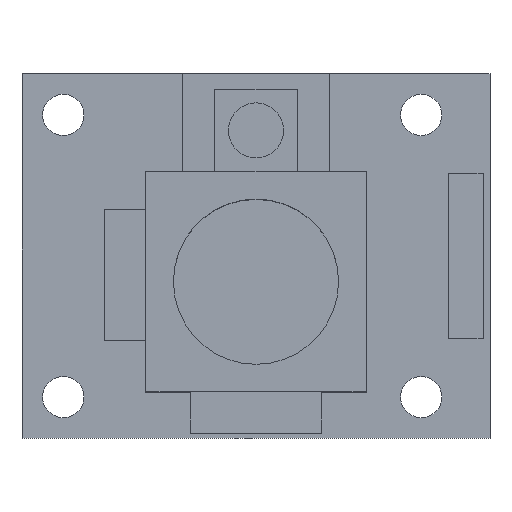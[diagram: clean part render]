
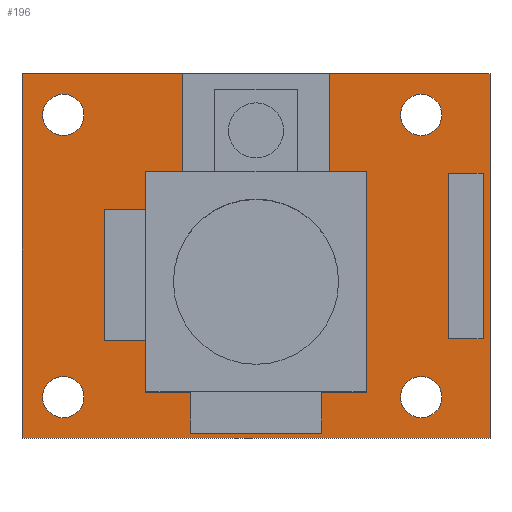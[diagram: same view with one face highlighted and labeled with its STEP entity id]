
A CAD part, top view. The second image highlights one B-rep face of the part: STEP entity #196.
In plain terms, the highlighted planar face has unit normal (0, 0, 1).
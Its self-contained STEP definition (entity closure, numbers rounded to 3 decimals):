
#24 = VERTEX_POINT('',#25);
#25 = CARTESIAN_POINT('',(-17.,-13.25,1.55));
#31 = EDGE_CURVE('',#24,#32,#34,.T.);
#32 = VERTEX_POINT('',#33);
#33 = CARTESIAN_POINT('',(-17.,13.25,1.55));
#34 = LINE('',#35,#36);
#35 = CARTESIAN_POINT('',(-17.,-13.25,1.55));
#36 = VECTOR('',#37,1.);
#37 = DIRECTION('',(0.,1.,0.));
#64 = VERTEX_POINT('',#65);
#65 = CARTESIAN_POINT('',(17.,-13.25,1.55));
#71 = EDGE_CURVE('',#64,#24,#72,.T.);
#72 = LINE('',#73,#74);
#73 = CARTESIAN_POINT('',(17.,-13.25,1.55));
#74 = VECTOR('',#75,1.);
#75 = DIRECTION('',(-1.,0.,0.));
#93 = EDGE_CURVE('',#32,#94,#96,.T.);
#94 = VERTEX_POINT('',#95);
#95 = CARTESIAN_POINT('',(-5.35,13.25,1.55));
#96 = LINE('',#97,#98);
#97 = CARTESIAN_POINT('',(-17.,13.25,1.55));
#98 = VECTOR('',#99,1.);
#99 = DIRECTION('',(1.,0.,0.));
#102 = VERTEX_POINT('',#103);
#103 = CARTESIAN_POINT('',(5.35,13.25,1.55));
#109 = EDGE_CURVE('',#102,#110,#112,.T.);
#110 = VERTEX_POINT('',#111);
#111 = CARTESIAN_POINT('',(17.,13.25,1.55));
#112 = LINE('',#113,#114);
#113 = CARTESIAN_POINT('',(-17.,13.25,1.55));
#114 = VECTOR('',#115,1.);
#115 = DIRECTION('',(1.,0.,0.));
#196 = ADVANCED_FACE('',(#197,#263,#274,#285,#296,#330),#341,.T.);
#197 = FACE_BOUND('',#198,.T.);
#198 = EDGE_LOOP('',(#199,#200,#201,#207,#208,#216,#224,#232,#240,#248,
    #256,#262));
#199 = ORIENTED_EDGE('',*,*,#31,.F.);
#200 = ORIENTED_EDGE('',*,*,#71,.F.);
#201 = ORIENTED_EDGE('',*,*,#202,.F.);
#202 = EDGE_CURVE('',#110,#64,#203,.T.);
#203 = LINE('',#204,#205);
#204 = CARTESIAN_POINT('',(17.,13.25,1.55));
#205 = VECTOR('',#206,1.);
#206 = DIRECTION('',(0.,-1.,0.));
#207 = ORIENTED_EDGE('',*,*,#109,.F.);
#208 = ORIENTED_EDGE('',*,*,#209,.F.);
#209 = EDGE_CURVE('',#210,#102,#212,.T.);
#210 = VERTEX_POINT('',#211);
#211 = CARTESIAN_POINT('',(5.35,6.114,1.55));
#212 = LINE('',#213,#214);
#213 = CARTESIAN_POINT('',(5.35,6.114,1.55));
#214 = VECTOR('',#215,1.);
#215 = DIRECTION('',(0.,1.,0.));
#216 = ORIENTED_EDGE('',*,*,#217,.F.);
#217 = EDGE_CURVE('',#218,#210,#220,.T.);
#218 = VERTEX_POINT('',#219);
#219 = CARTESIAN_POINT('',(8.,6.114,1.55));
#220 = LINE('',#221,#222);
#221 = CARTESIAN_POINT('',(8.,6.114,1.55));
#222 = VECTOR('',#223,1.);
#223 = DIRECTION('',(-1.,0.,0.));
#224 = ORIENTED_EDGE('',*,*,#225,.F.);
#225 = EDGE_CURVE('',#226,#218,#228,.T.);
#226 = VERTEX_POINT('',#227);
#227 = CARTESIAN_POINT('',(8.,-9.886,1.55));
#228 = LINE('',#229,#230);
#229 = CARTESIAN_POINT('',(8.,-9.886,1.55));
#230 = VECTOR('',#231,1.);
#231 = DIRECTION('',(0.,1.,0.));
#232 = ORIENTED_EDGE('',*,*,#233,.F.);
#233 = EDGE_CURVE('',#234,#226,#236,.T.);
#234 = VERTEX_POINT('',#235);
#235 = CARTESIAN_POINT('',(-8.,-9.886,1.55));
#236 = LINE('',#237,#238);
#237 = CARTESIAN_POINT('',(-8.,-9.886,1.55));
#238 = VECTOR('',#239,1.);
#239 = DIRECTION('',(1.,0.,0.));
#240 = ORIENTED_EDGE('',*,*,#241,.F.);
#241 = EDGE_CURVE('',#242,#234,#244,.T.);
#242 = VERTEX_POINT('',#243);
#243 = CARTESIAN_POINT('',(-8.,6.114,1.55));
#244 = LINE('',#245,#246);
#245 = CARTESIAN_POINT('',(-8.,6.114,1.55));
#246 = VECTOR('',#247,1.);
#247 = DIRECTION('',(0.,-1.,0.));
#248 = ORIENTED_EDGE('',*,*,#249,.F.);
#249 = EDGE_CURVE('',#250,#242,#252,.T.);
#250 = VERTEX_POINT('',#251);
#251 = CARTESIAN_POINT('',(-5.35,6.114,1.55));
#252 = LINE('',#253,#254);
#253 = CARTESIAN_POINT('',(8.,6.114,1.55));
#254 = VECTOR('',#255,1.);
#255 = DIRECTION('',(-1.,0.,0.));
#256 = ORIENTED_EDGE('',*,*,#257,.F.);
#257 = EDGE_CURVE('',#94,#250,#258,.T.);
#258 = LINE('',#259,#260);
#259 = CARTESIAN_POINT('',(-5.35,13.25,1.55));
#260 = VECTOR('',#261,1.);
#261 = DIRECTION('',(0.,-1.,0.));
#262 = ORIENTED_EDGE('',*,*,#93,.F.);
#263 = FACE_BOUND('',#264,.T.);
#264 = EDGE_LOOP('',(#265));
#265 = ORIENTED_EDGE('',*,*,#266,.T.);
#266 = EDGE_CURVE('',#267,#267,#269,.T.);
#267 = VERTEX_POINT('',#268);
#268 = CARTESIAN_POINT('',(-12.5,-10.25,1.55));
#269 = CIRCLE('',#270,1.5);
#270 = AXIS2_PLACEMENT_3D('',#271,#272,#273);
#271 = CARTESIAN_POINT('',(-14.,-10.25,1.55));
#272 = DIRECTION('',(0.,0.,-1.));
#273 = DIRECTION('',(1.,0.,0.));
#274 = FACE_BOUND('',#275,.T.);
#275 = EDGE_LOOP('',(#276));
#276 = ORIENTED_EDGE('',*,*,#277,.T.);
#277 = EDGE_CURVE('',#278,#278,#280,.T.);
#278 = VERTEX_POINT('',#279);
#279 = CARTESIAN_POINT('',(13.5,-10.25,1.55));
#280 = CIRCLE('',#281,1.5);
#281 = AXIS2_PLACEMENT_3D('',#282,#283,#284);
#282 = CARTESIAN_POINT('',(12.,-10.25,1.55));
#283 = DIRECTION('',(0.,0.,-1.));
#284 = DIRECTION('',(1.,0.,0.));
#285 = FACE_BOUND('',#286,.T.);
#286 = EDGE_LOOP('',(#287));
#287 = ORIENTED_EDGE('',*,*,#288,.T.);
#288 = EDGE_CURVE('',#289,#289,#291,.T.);
#289 = VERTEX_POINT('',#290);
#290 = CARTESIAN_POINT('',(-12.5,10.25,1.55));
#291 = CIRCLE('',#292,1.5);
#292 = AXIS2_PLACEMENT_3D('',#293,#294,#295);
#293 = CARTESIAN_POINT('',(-14.,10.25,1.55));
#294 = DIRECTION('',(0.,0.,-1.));
#295 = DIRECTION('',(1.,0.,0.));
#296 = FACE_BOUND('',#297,.T.);
#297 = EDGE_LOOP('',(#298,#308,#316,#324));
#298 = ORIENTED_EDGE('',*,*,#299,.T.);
#299 = EDGE_CURVE('',#300,#302,#304,.T.);
#300 = VERTEX_POINT('',#301);
#301 = CARTESIAN_POINT('',(16.5,-6.,1.55));
#302 = VERTEX_POINT('',#303);
#303 = CARTESIAN_POINT('',(13.98,-6.,1.55));
#304 = LINE('',#305,#306);
#305 = CARTESIAN_POINT('',(16.5,-6.,1.55));
#306 = VECTOR('',#307,1.);
#307 = DIRECTION('',(-1.,0.,0.));
#308 = ORIENTED_EDGE('',*,*,#309,.T.);
#309 = EDGE_CURVE('',#302,#310,#312,.T.);
#310 = VERTEX_POINT('',#311);
#311 = CARTESIAN_POINT('',(13.98,6.,1.55));
#312 = LINE('',#313,#314);
#313 = CARTESIAN_POINT('',(13.98,-6.,1.55));
#314 = VECTOR('',#315,1.);
#315 = DIRECTION('',(0.,1.,0.));
#316 = ORIENTED_EDGE('',*,*,#317,.T.);
#317 = EDGE_CURVE('',#310,#318,#320,.T.);
#318 = VERTEX_POINT('',#319);
#319 = CARTESIAN_POINT('',(16.5,6.,1.55));
#320 = LINE('',#321,#322);
#321 = CARTESIAN_POINT('',(13.98,6.,1.55));
#322 = VECTOR('',#323,1.);
#323 = DIRECTION('',(1.,0.,0.));
#324 = ORIENTED_EDGE('',*,*,#325,.T.);
#325 = EDGE_CURVE('',#318,#300,#326,.T.);
#326 = LINE('',#327,#328);
#327 = CARTESIAN_POINT('',(16.5,6.,1.55));
#328 = VECTOR('',#329,1.);
#329 = DIRECTION('',(0.,-1.,0.));
#330 = FACE_BOUND('',#331,.T.);
#331 = EDGE_LOOP('',(#332));
#332 = ORIENTED_EDGE('',*,*,#333,.T.);
#333 = EDGE_CURVE('',#334,#334,#336,.T.);
#334 = VERTEX_POINT('',#335);
#335 = CARTESIAN_POINT('',(13.5,10.25,1.55));
#336 = CIRCLE('',#337,1.5);
#337 = AXIS2_PLACEMENT_3D('',#338,#339,#340);
#338 = CARTESIAN_POINT('',(12.,10.25,1.55));
#339 = DIRECTION('',(0.,0.,-1.));
#340 = DIRECTION('',(1.,0.,0.));
#341 = PLANE('',#342);
#342 = AXIS2_PLACEMENT_3D('',#343,#344,#345);
#343 = CARTESIAN_POINT('',(0.,0.,1.55));
#344 = DIRECTION('',(0.,0.,1.));
#345 = DIRECTION('',(1.,0.,0.));
